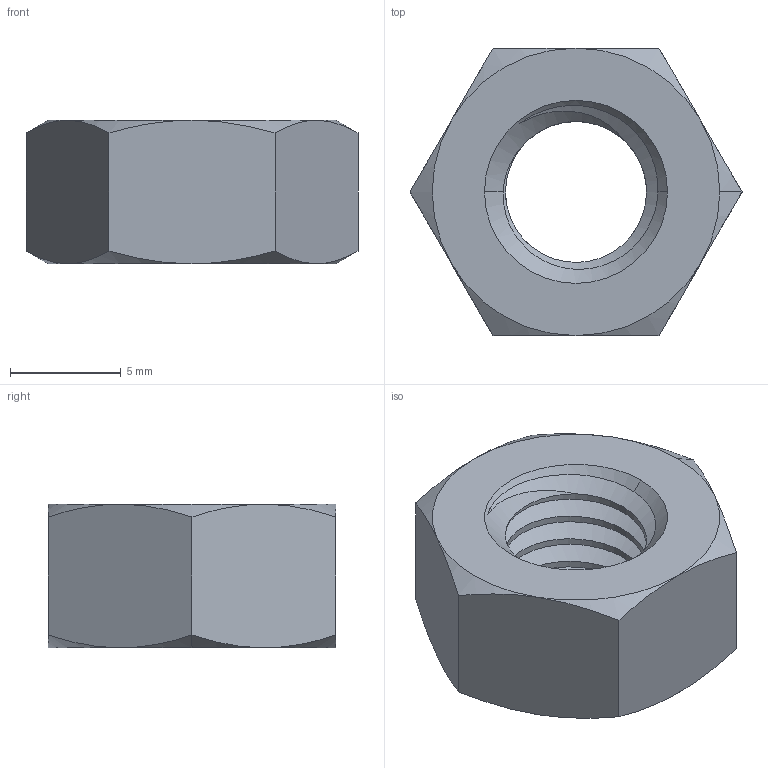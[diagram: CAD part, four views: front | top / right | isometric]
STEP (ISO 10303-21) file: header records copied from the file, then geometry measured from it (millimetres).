
FILE_DESCRIPTION (( 'STEP AP214' ), '1' );
FILE_NAME ('M8 Nut.STEP', '2019-05-01T13:49:24', ( '' ), ( '' ), 'SwSTEP 2.0', 'SolidWorks 2018', '' );
FILE_SCHEMA (( 'AUTOMOTIVE_DESIGN' ));
Length unit declared in the file: millimetre
Products named in the file (1): M8 Nut
Bounding box: 15.01 x 13 x 6.5 mm (x, y, z)
Volume: 685.5 mm3; surface area: 713.9 mm2
Topology: 1 solids, 1 shells, 38 faces, 93 edges, 57 vertices
Faces by surface type: cone 19, cylinder 9, plane 8, bspline 2
Entity records: 1983 total; most frequent: CARTESIAN_POINT 1164, ORIENTED_EDGE 186, DIRECTION 137, EDGE_CURVE 93, AXIS2_PLACEMENT_3D 58, VERTEX_POINT 57, EDGE_LOOP 40, FACE_OUTER_BOUND 38
